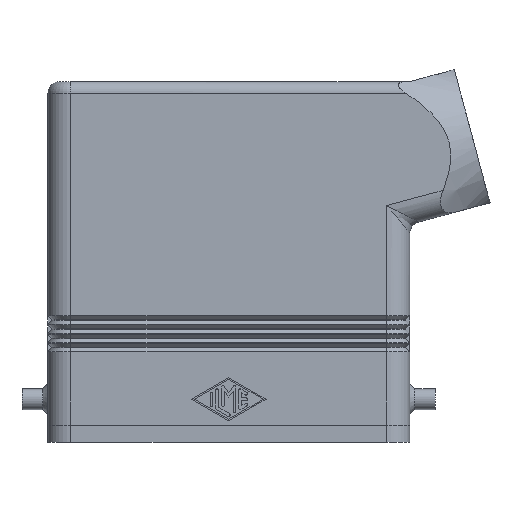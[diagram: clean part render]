
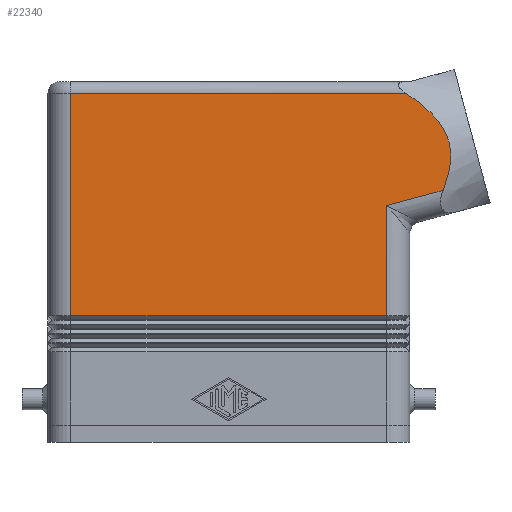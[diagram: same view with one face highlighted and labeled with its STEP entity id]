
A CAD part, front view. The second image highlights one B-rep face of the part: STEP entity #22340.
In plain terms, the highlighted planar face has unit normal (0, -1, 0).
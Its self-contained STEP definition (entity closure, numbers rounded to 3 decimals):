
#1650=CARTESIAN_POINT('',(-27.5,-14.7,52.));
#1660=VERTEX_POINT('',#1650);
#3460=CARTESIAN_POINT('',(30.854,-14.7,52.));
#3470=VERTEX_POINT('',#3460);
#3500=CARTESIAN_POINT('',(-27.5,-14.7,52.));
#3510=DIRECTION('',(1.,0.,0.));
#3520=VECTOR('',#3510,58.354);
#3530=LINE('',#3500,#3520);
#3540=EDGE_CURVE('',#1660,#3470,#3530,.T.);
#4960=CARTESIAN_POINT('',(27.5,-14.7,32.43));
#4970=VERTEX_POINT('',#4960);
#5000=CARTESIAN_POINT('',(37.326,-14.7,35.063));
#5010=DIRECTION('',(-0.966,0.,-0.259));
#5020=VECTOR('',#5010,10.173);
#5030=LINE('',#5000,#5020);
#5040=CARTESIAN_POINT('',(37.326,-14.7,35.063));
#5050=VERTEX_POINT('',#5040);
#5060=EDGE_CURVE('',#5050,#4970,#5030,.T.);
#21770=CARTESIAN_POINT('',(37.326,-14.7,35.063));
#21780=CARTESIAN_POINT('',(41.447,-14.7,45.187));
#21790=CARTESIAN_POINT('',(30.854,-14.7,52.));
#21800=(BOUNDED_CURVE() B_SPLINE_CURVE(2,(#21770,#21780,#21790),
.UNSPECIFIED.,.F.,.F.) B_SPLINE_CURVE_WITH_KNOTS((3,3),(1.245
,4.071),.UNSPECIFIED.) CURVE() GEOMETRIC_REPRESENTATION_ITEM(
) RATIONAL_B_SPLINE_CURVE((1.249,1.437,
1.204)) REPRESENTATION_ITEM(''));
#21810=EDGE_CURVE('',#5050,#3470,#21800,.T.);
#22020=CARTESIAN_POINT('',(27.5,-14.7,0.));
#22030=DIRECTION('',(0.,-1.,0.));
#22040=DIRECTION('',(0.,0.,-1.));
#22050=AXIS2_PLACEMENT_3D('',#22020,#22030,#22040);
#22060=PLANE('',#22050);
#22070=ORIENTED_EDGE('',*,*,#5060,.F.);
#22080=CARTESIAN_POINT('',(27.5,-14.7,22.05));
#22090=DIRECTION('',(0.,0.,1.));
#22100=VECTOR('',#22090,10.38);
#22110=LINE('',#22080,#22100);
#22120=CARTESIAN_POINT('',(27.5,-14.7,13.25));
#22130=VERTEX_POINT('',#22120);
#22140=EDGE_CURVE('',#22130,#4970,#22110,.T.);
#22150=ORIENTED_EDGE('',*,*,#22140,.T.);
#22160=CARTESIAN_POINT('',(27.5,-14.7,13.25));
#22170=DIRECTION('',(-1.,0.,0.));
#22180=VECTOR('',#22170,55.);
#22190=LINE('',#22160,#22180);
#22200=CARTESIAN_POINT('',(-27.5,-14.7,13.25));
#22210=VERTEX_POINT('',#22200);
#22220=EDGE_CURVE('',#22130,#22210,#22190,.T.);
#22230=ORIENTED_EDGE('',*,*,#22220,.F.);
#22240=CARTESIAN_POINT('',(-27.5,-14.7,22.05));
#22250=DIRECTION('',(0.,0.,1.));
#22260=VECTOR('',#22250,29.95);
#22270=LINE('',#22240,#22260);
#22280=EDGE_CURVE('',#22210,#1660,#22270,.T.);
#22290=ORIENTED_EDGE('',*,*,#22280,.F.);
#22300=ORIENTED_EDGE('',*,*,#3540,.F.);
#22310=ORIENTED_EDGE('',*,*,#21810,.T.);
#22320=EDGE_LOOP('',(#22310,#22300,#22290,#22230,#22150,#22070));
#22330=FACE_OUTER_BOUND('',#22320,.T.);
#22340=ADVANCED_FACE('',(#22330),#22060,.T.);
